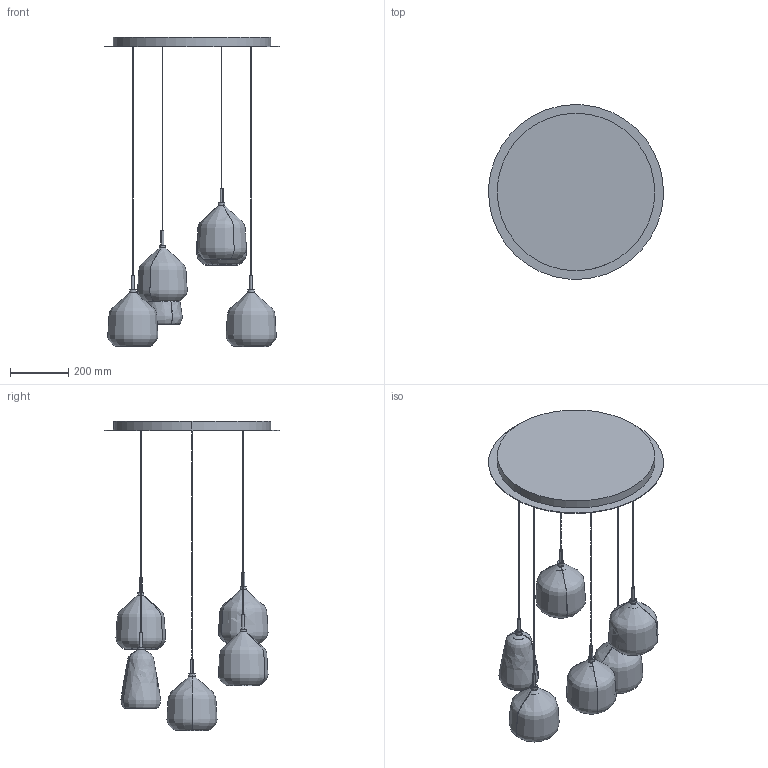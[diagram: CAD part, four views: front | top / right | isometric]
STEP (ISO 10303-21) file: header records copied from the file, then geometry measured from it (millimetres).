
FILE_DESCRIPTION(/* description */ (''),/* implementation_level */ '2;1');
FILE_NAME(/* name */ '17A745~1',/* time_stamp */ '2020-05-19T15:56:01+02:00',/* author */ (''),/* organization */ (''),/* preprocessor_version */ 'ST-DEVELOPER v15',/* originating_system */ '',/* authorisation */ '');
FILE_SCHEMA (('AUTOMOTIVE_DESIGN'));
Length unit declared in the file: millimetre
Products named in the file (1): Document
Bounding box: 600 x 599.47 x 1061.82 mm (x, y, z)
Volume: 14381473.3 mm3; surface area: 3142685.9 mm2
Topology: 15 solids, 45 shells, 268 faces, 614 edges, 316 vertices
Faces by surface type: bspline 262, plane 6
Entity records: 11172 total; most frequent: CARTESIAN_POINT 7773, ORIENTED_EDGE 988, EDGE_CURVE 542, VERTEX_POINT 316, ADVANCED_FACE 268, FACE_OUTER_BOUND 268, EDGE_LOOP 268, B_SPLINE_CURVE_WITH_KNOTS 208
